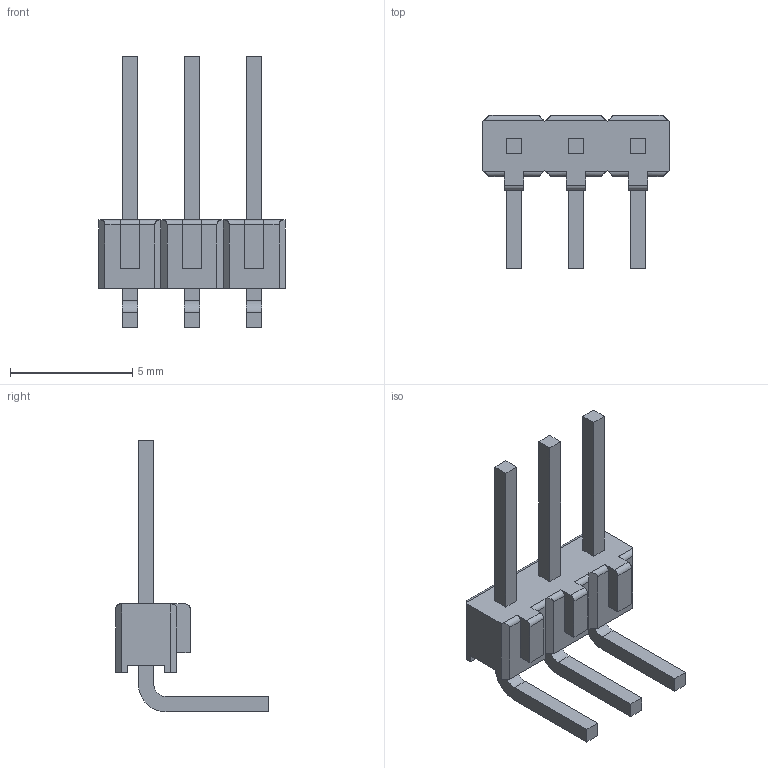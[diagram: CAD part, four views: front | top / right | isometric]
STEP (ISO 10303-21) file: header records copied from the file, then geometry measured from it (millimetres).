
FILE_DESCRIPTION(('STEP AP214'),'1');
FILE_NAME('12573.stp','2017-05-09T10:47:34',('TraceParts'),('TraceParts S.A.'),'Spatial InterOp 3D',' ',' ');
FILE_SCHEMA(('automotive_design'));
Length unit declared in the file: millimetre
Products named in the file (1): 12573
Bounding box: 7.62 x 6.25 x 11.12 mm (x, y, z)
Volume: 66.8 mm3; surface area: 204.4 mm2
Topology: 1 solids, 1 shells, 92 faces, 252 edges, 168 vertices
Faces by surface type: plane 74, cylinder 18
Entity records: 2967 total; most frequent: CARTESIAN_POINT 609, ORIENTED_EDGE 504, DIRECTION 450, EDGE_CURVE 252, LINE 216, VECTOR 216, VERTEX_POINT 168, AXIS2_PLACEMENT_3D 117
